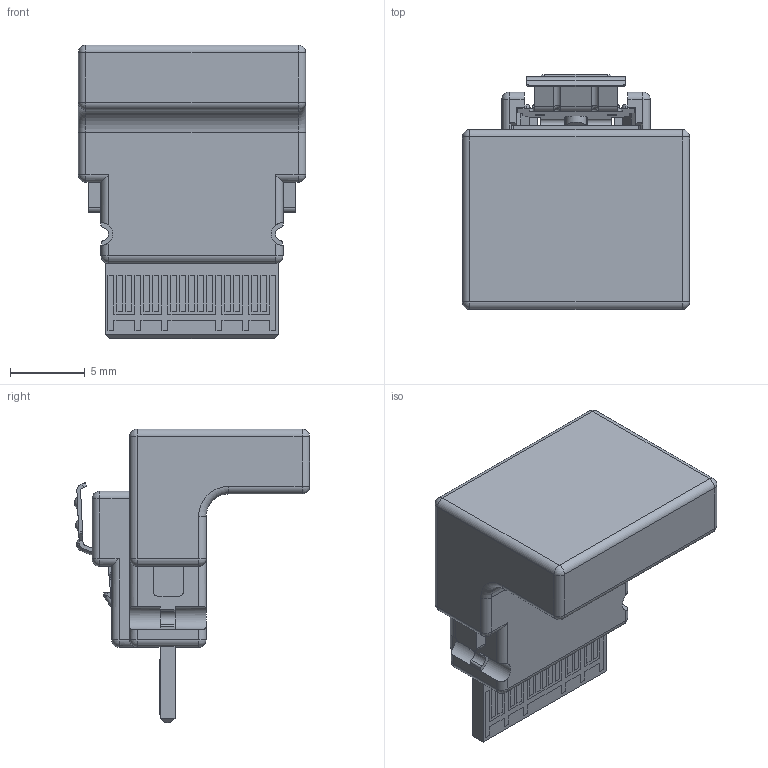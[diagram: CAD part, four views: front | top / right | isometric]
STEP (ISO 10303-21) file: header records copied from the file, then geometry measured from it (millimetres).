
FILE_DESCRIPTION((''),'2;1');
FILE_NAME('PRT0001','2021-02-08T',('t01395'),(''),'PRO/ENGINEER BY PARAMETRIC TECHNOLOGY CORPORATION, 2007450','PRO/ENGINEER BY PARAMETRIC TECHNOLOGY CORPORATION, 2007450','');
FILE_SCHEMA(('CONFIG_CONTROL_DESIGN'));
Length unit declared in the file: millimetre
Products named in the file (1): PRT0001
Bounding box: 15.15 x 15.68 x 19.6 mm (x, y, z)
Volume: 1625.3 mm3; surface area: 1383.2 mm2
Topology: 1 solids, 1 shells, 403 faces, 1228 edges, 819 vertices
Faces by surface type: plane 195, cylinder 150, sphere 44, bspline 8, torus 6
Entity records: 14794 total; most frequent: CARTESIAN_POINT 3691, ORIENTED_EDGE 2376, DIRECTION 2265, EDGE_CURVE 1188, VERTEX_POINT 819, VECTOR 793, LINE 793, AXIS2_PLACEMENT_3D 736
